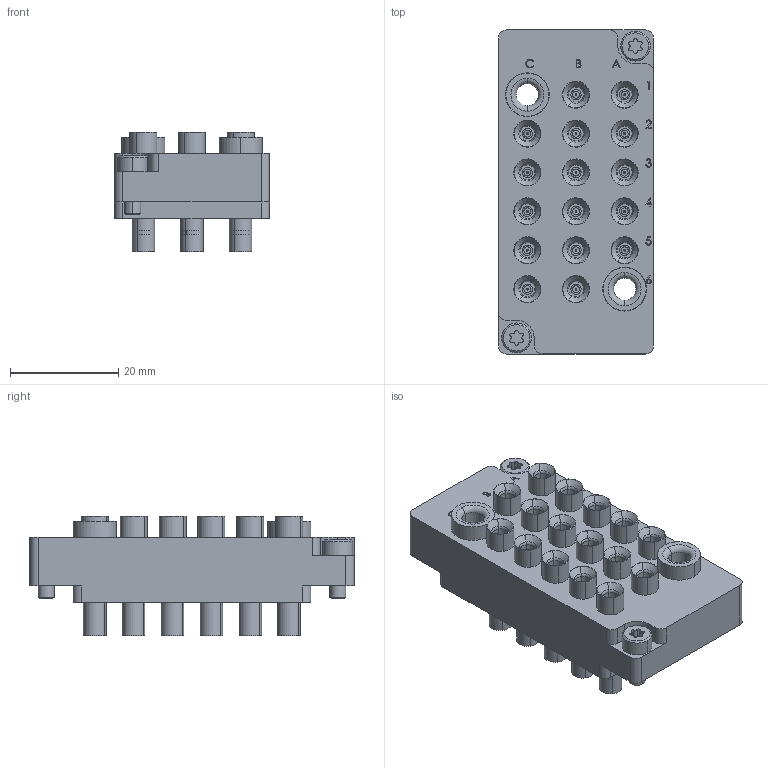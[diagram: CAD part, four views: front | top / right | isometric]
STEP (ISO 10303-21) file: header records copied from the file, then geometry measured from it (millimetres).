
FILE_DESCRIPTION (( 'STEP AP214' ), '1' );
FILE_NAME ('INGUN_34571.STEP', '2023-01-17T09:28:16', ( '' ), ( '' ), 'SwSTEP 2.0', 'SolidWorks 2021', '' );
FILE_SCHEMA (( 'AUTOMOTIVE_DESIGN' ));
Length unit declared in the file: millimetre
Products named in the file (7): INFO_4621~0_S; 34572~1_S; INGUN_34571; 34572~1; SB-810-Z__ADA~sb_S; 3357~0; DIN912~n_M03,0x008
Assembly tree (23 placements, depth 3):
  INGUN_34571
    34572~1_S
      34572~1
      INFO_4621~0_S
    DIN912~n_M03,0x008  x2
    3357~0  x2
    SB-810-Z__ADA~sb_S  x16
Bounding box: 28.7 x 60 x 22.1 mm (x, y, z)
Volume: 20481.6 mm3; surface area: 16690.8 mm2
Topology: 46 solids, 46 shells, 5074 faces, 13996 edges, 9148 vertices
Faces by surface type: plane 3995, cylinder 624, cone 364, bspline 55, torus 36
Entity records: 21190 total; most frequent: CARTESIAN_POINT 7374, ORIENTED_EDGE 2974, DIRECTION 2469, EDGE_CURVE 1487, VERTEX_POINT 977, AXIS2_PLACEMENT_3D 868, LINE 733, VECTOR 733
